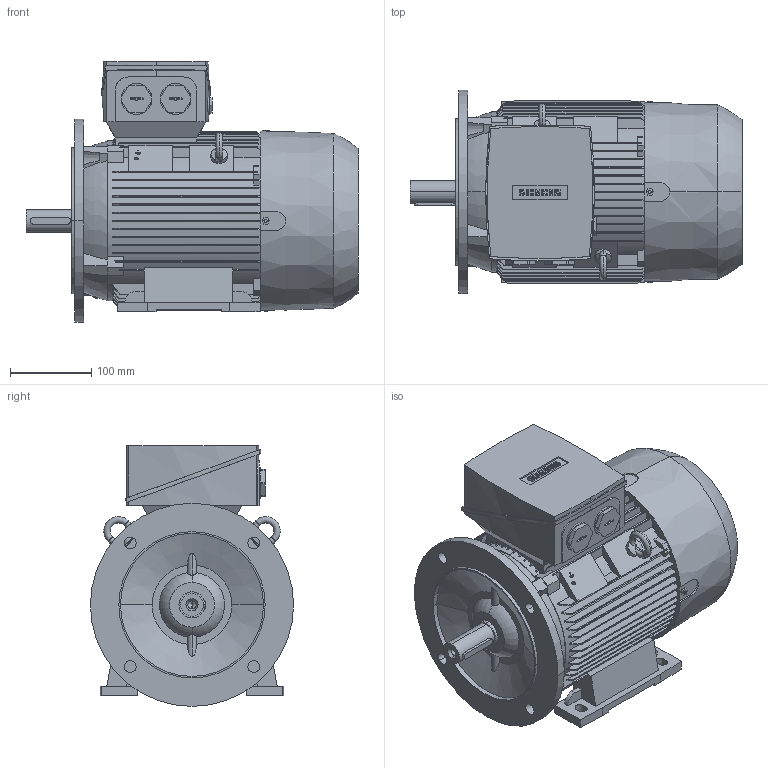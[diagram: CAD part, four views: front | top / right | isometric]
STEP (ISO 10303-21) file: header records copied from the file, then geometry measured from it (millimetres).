
FILE_DESCRIPTION(('STEP AP214'),'1');
FILE_NAME('cctmp_B3E331E3-C414-4A55-A008-D85E37549CF5_2023_06_26_14_56_40_0842..stp','2023-06-26T12:56:41',('SIEMENS A&D'),('CADClick - www.CADClick.com'),'Spatial InterOp 3D',' ','unknown authorization');
FILE_SCHEMA(('AUTOMOTIVE_DESIGN'));
Length unit declared in the file: millimetre
Products named in the file (1): 2023_06_26_14_56_40_0826
Bounding box: 408.5 x 250 x 321 mm (x, y, z)
Volume: 13790835 mm3; surface area: 674534.7 mm2
Topology: 1 solids, 1 shells, 962 faces, 2684 edges, 1770 vertices
Faces by surface type: plane 568, cylinder 234, torus 130, cone 26, sphere 4
Entity records: 45255 total; most frequent: CARTESIAN_POINT 13271, ORIENTED_EDGE 5364, DIRECTION 4671, EDGE_CURVE 2682, VERTEX_POINT 1770, LINE 1623, VECTOR 1623, AXIS2_PLACEMENT_3D 1524
